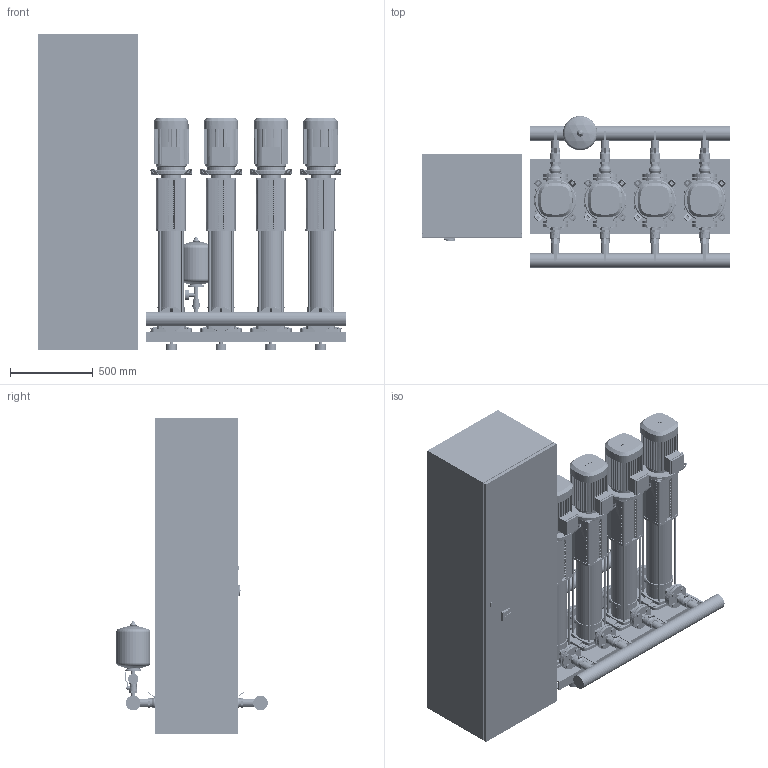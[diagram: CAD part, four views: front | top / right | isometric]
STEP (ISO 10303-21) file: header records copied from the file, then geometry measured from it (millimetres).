
FILE_DESCRIPTION((''),'2;1');
FILE_NAME('3d_CO-4HELIXV1015_K_CC-01-2534131.stp','2016-01-25T09:03:44',(''),(''),'Mechanical Desktop 2009','Mechanical Desktop 2009',', , ');
FILE_SCHEMA(('CONFIG_CONTROL_DESIGN'));
Length unit declared in the file: millimetre
Products named in the file (1): Product
Bounding box: 1850 x 914.45 x 1900 mm (x, y, z)
Volume: 727066817.8 mm3; surface area: 16768824.2 mm2
Topology: 198 solids, 198 shells, 7591 faces, 19945 edges, 13031 vertices
Faces by surface type: plane 3567, bspline 2284, cylinder 1270, cone 300, torus 152, sphere 18
Entity records: 245709 total; most frequent: CARTESIAN_POINT 58183, ORIENTED_EDGE 39854, DIRECTION 36129, EDGE_CURVE 19927, VECTOR 13701, LINE 13701, VERTEX_POINT 13016, AXIS2_PLACEMENT_3D 11214
